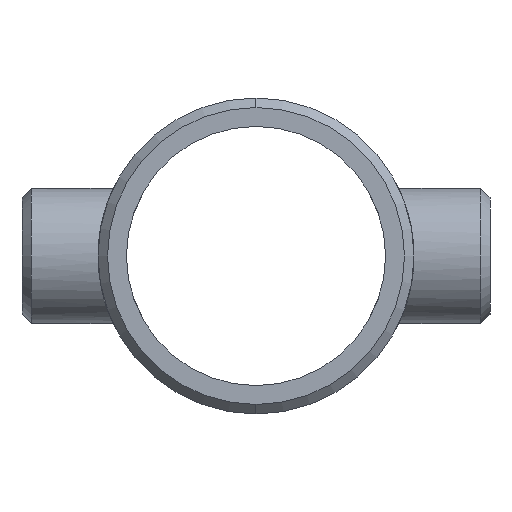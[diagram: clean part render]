
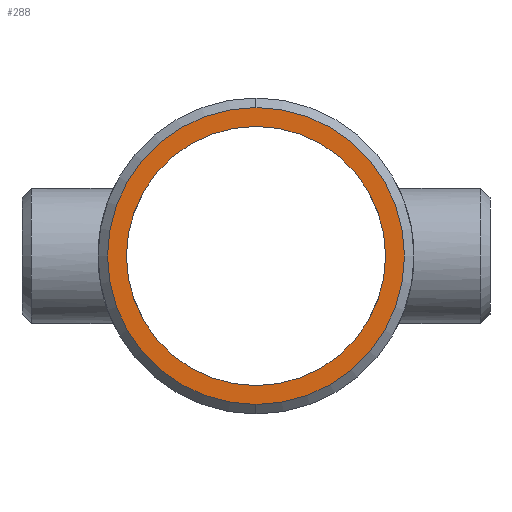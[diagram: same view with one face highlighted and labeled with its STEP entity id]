
A CAD part, left-side view. The second image highlights one B-rep face of the part: STEP entity #288.
In plain terms, the highlighted planar face has unit normal (-1, 0, 0).
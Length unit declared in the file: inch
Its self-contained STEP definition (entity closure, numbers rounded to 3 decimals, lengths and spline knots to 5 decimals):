
#47 = CIRCLE ( 'NONE', #726, 2.2815 ) ;
#60 = CARTESIAN_POINT ( 'NONE',  ( -4.88, 0., -2.2815 ) ) ;
#75 = AXIS2_PLACEMENT_3D ( 'NONE', #621, #716, #538 ) ;
#95 = ORIENTED_EDGE ( 'NONE', *, *, #351, .T. ) ;
#119 = CARTESIAN_POINT ( 'NONE',  ( -4.88, 0., 0. ) ) ;
#137 = DIRECTION ( 'NONE',  ( 0., 0., 1. ) ) ;
#141 = DIRECTION ( 'NONE',  ( 0., 0., 1. ) ) ;
#206 = CARTESIAN_POINT ( 'NONE',  ( -4.88, 0., 2.61483 ) ) ;
#209 = EDGE_LOOP ( 'NONE', ( #648, #95 ) ) ;
#267 = DIRECTION ( 'NONE',  ( -1., 0., 0. ) ) ;
#285 = VERTEX_POINT ( 'NONE', #206 ) ;
#288 = ADVANCED_FACE ( 'NONE', ( #503, #297 ), #752, .T. ) ;
#297 = FACE_BOUND ( 'NONE', #209, .T. ) ;
#317 = CARTESIAN_POINT ( 'NONE',  ( -4.88, 0., -2.61483 ) ) ;
#350 = VERTEX_POINT ( 'NONE', #60 ) ;
#351 = EDGE_CURVE ( 'NONE', #350, #812, #1151, .T. ) ;
#364 = CARTESIAN_POINT ( 'NONE',  ( -4.88, 0., 0. ) ) ;
#407 = ORIENTED_EDGE ( 'NONE', *, *, #968, .T. ) ;
#432 = CARTESIAN_POINT ( 'NONE',  ( -4.88, 0., 0. ) ) ;
#446 = CARTESIAN_POINT ( 'NONE',  ( -4.88, 0., 0. ) ) ;
#490 = DIRECTION ( 'NONE',  ( 0., 0., -1. ) ) ;
#495 = EDGE_CURVE ( 'NONE', #285, #720, #603, .T. ) ;
#503 = FACE_OUTER_BOUND ( 'NONE', #999, .T. ) ;
#538 = DIRECTION ( 'NONE',  ( 0., 0., 1. ) ) ;
#603 = CIRCLE ( 'NONE', #75, 2.61483 ) ;
#617 = DIRECTION ( 'NONE',  ( 1., 0., 0. ) ) ;
#621 = CARTESIAN_POINT ( 'NONE',  ( -4.88, 0., 0. ) ) ;
#648 = ORIENTED_EDGE ( 'NONE', *, *, #918, .T. ) ;
#650 = CIRCLE ( 'NONE', #806, 2.61483 ) ;
#716 = DIRECTION ( 'NONE',  ( -1., 0., 0. ) ) ;
#720 = VERTEX_POINT ( 'NONE', #317 ) ;
#726 = AXIS2_PLACEMENT_3D ( 'NONE', #446, #617, #141 ) ;
#752 = PLANE ( 'NONE',  #913 ) ;
#806 = AXIS2_PLACEMENT_3D ( 'NONE', #364, #267, #817 ) ;
#812 = VERTEX_POINT ( 'NONE', #1101 ) ;
#817 = DIRECTION ( 'NONE',  ( 0., 0., 1. ) ) ;
#913 = AXIS2_PLACEMENT_3D ( 'NONE', #119, #947, #490 ) ;
#918 = EDGE_CURVE ( 'NONE', #812, #350, #47, .T. ) ;
#947 = DIRECTION ( 'NONE',  ( -1., 0., 0. ) ) ;
#951 = ORIENTED_EDGE ( 'NONE', *, *, #495, .T. ) ;
#952 = AXIS2_PLACEMENT_3D ( 'NONE', #432, #984, #137 ) ;
#968 = EDGE_CURVE ( 'NONE', #720, #285, #650, .T. ) ;
#984 = DIRECTION ( 'NONE',  ( 1., 0., 0. ) ) ;
#999 = EDGE_LOOP ( 'NONE', ( #407, #951 ) ) ;
#1101 = CARTESIAN_POINT ( 'NONE',  ( -4.88, 0., 2.2815 ) ) ;
#1151 = CIRCLE ( 'NONE', #952, 2.2815 ) ;
